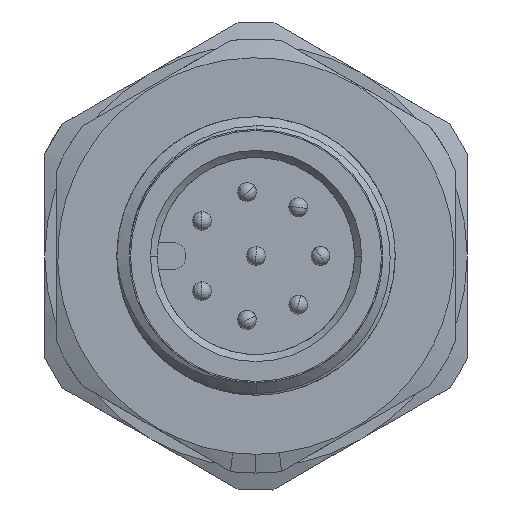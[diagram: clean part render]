
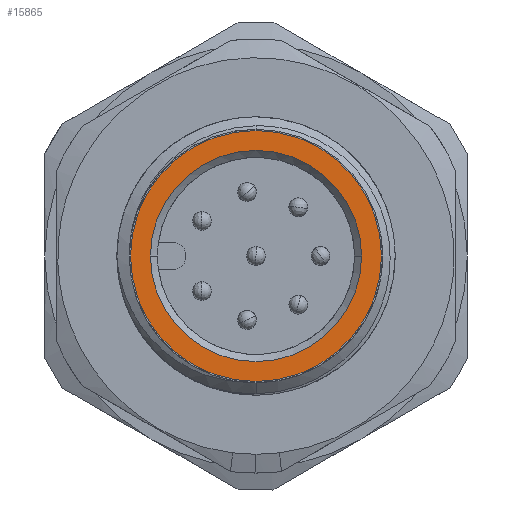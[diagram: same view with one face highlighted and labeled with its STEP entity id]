
A CAD part, left-side view. The second image highlights one B-rep face of the part: STEP entity #15865.
In plain terms, the highlighted face is planar.
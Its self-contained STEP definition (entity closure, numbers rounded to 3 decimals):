
#28 = DIRECTION ( 'NONE',  ( 0., -1., 0. ) ) ;
#250 = DIRECTION ( 'NONE',  ( 0., -1., 0. ) ) ;
#712 = ORIENTED_EDGE ( 'NONE', *, *, #11447, .F. ) ;
#892 = DIRECTION ( 'NONE',  ( -1., 0., 0. ) ) ;
#1019 = DIRECTION ( 'NONE',  ( 0., -1., 0. ) ) ;
#1084 = DIRECTION ( 'NONE',  ( 1., 0., 0. ) ) ;
#1722 = DIRECTION ( 'NONE',  ( -1., 0., 0. ) ) ;
#2180 = VERTEX_POINT ( 'NONE', #24125 ) ;
#2382 = AXIS2_PLACEMENT_3D ( 'NONE', #15735, #1019, #26579 ) ;
#3452 = AXIS2_PLACEMENT_3D ( 'NONE', #21213, #250, #17509 ) ;
#3959 = CARTESIAN_POINT ( 'NONE',  ( 3.456, 12.212, 23.703 ) ) ;
#4930 = AXIS2_PLACEMENT_3D ( 'NONE', #6431, #28, #1722 ) ;
#5331 = ORIENTED_EDGE ( 'NONE', *, *, #7625, .F. ) ;
#6431 = CARTESIAN_POINT ( 'NONE',  ( -1.894, 12.212, 23.703 ) ) ;
#7384 = CARTESIAN_POINT ( 'NONE',  ( -1.894, 12.212, 23.703 ) ) ;
#7625 = EDGE_CURVE ( 'NONE', #25938, #2180, #15849, .T. ) ;
#7662 = DIRECTION ( 'NONE',  ( 0., -1., 0. ) ) ;
#8218 = VERTEX_POINT ( 'NONE', #19328 ) ;
#10000 = CIRCLE ( 'NONE', #22300, 5.35 ) ;
#10930 = AXIS2_PLACEMENT_3D ( 'NONE', #7384, #7662, #1084 ) ;
#11447 = EDGE_CURVE ( 'NONE', #2180, #25938, #10000, .T. ) ;
#12167 = EDGE_CURVE ( 'NONE', #16569, #8218, #15485, .T. ) ;
#13377 = EDGE_LOOP ( 'NONE', ( #22355, #13405 ) ) ;
#13405 = ORIENTED_EDGE ( 'NONE', *, *, #12167, .T. ) ;
#14936 = EDGE_CURVE ( 'NONE', #8218, #16569, #17146, .T. ) ;
#15485 = CIRCLE ( 'NONE', #10930, 4.5 ) ;
#15735 = CARTESIAN_POINT ( 'NONE',  ( -1.894, 12.212, 23.703 ) ) ;
#15849 = CIRCLE ( 'NONE', #4930, 5.35 ) ;
#15865 = ADVANCED_FACE ( 'NONE', ( #26875, #20006 ), #24723, .F. ) ;
#16299 = CARTESIAN_POINT ( 'NONE',  ( -1.894, 12.212, 23.703 ) ) ;
#16569 = VERTEX_POINT ( 'NONE', #24098 ) ;
#17146 = CIRCLE ( 'NONE', #3452, 4.5 ) ;
#17509 = DIRECTION ( 'NONE',  ( 1., 0., 0. ) ) ;
#18725 = DIRECTION ( 'NONE',  ( 0., -1., 0. ) ) ;
#19328 = CARTESIAN_POINT ( 'NONE',  ( 2.606, 12.212, 23.703 ) ) ;
#20006 = FACE_OUTER_BOUND ( 'NONE', #27087, .T. ) ;
#21213 = CARTESIAN_POINT ( 'NONE',  ( -1.894, 12.212, 23.703 ) ) ;
#22300 = AXIS2_PLACEMENT_3D ( 'NONE', #16299, #18725, #892 ) ;
#22355 = ORIENTED_EDGE ( 'NONE', *, *, #14936, .T. ) ;
#24098 = CARTESIAN_POINT ( 'NONE',  ( -6.394, 12.212, 23.703 ) ) ;
#24125 = CARTESIAN_POINT ( 'NONE',  ( -7.244, 12.212, 23.703 ) ) ;
#24723 = PLANE ( 'NONE',  #2382 ) ;
#25938 = VERTEX_POINT ( 'NONE', #3959 ) ;
#26579 = DIRECTION ( 'NONE',  ( 0., 0., -1. ) ) ;
#26875 = FACE_BOUND ( 'NONE', #13377, .T. ) ;
#27087 = EDGE_LOOP ( 'NONE', ( #712, #5331 ) ) ;
